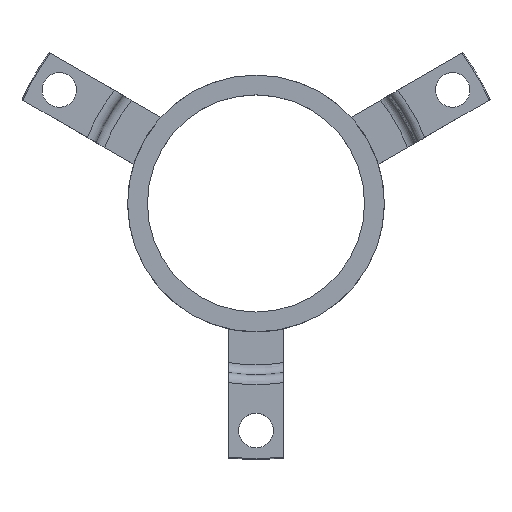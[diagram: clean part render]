
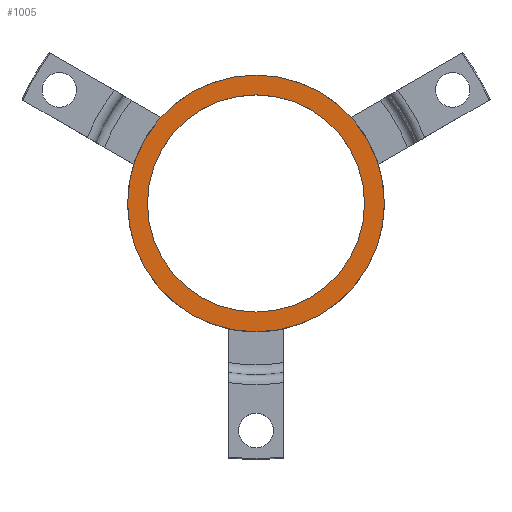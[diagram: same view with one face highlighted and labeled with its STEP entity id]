
A CAD part, top view. The second image highlights one B-rep face of the part: STEP entity #1005.
In plain terms, the highlighted planar face has unit normal (0, 0, 1).
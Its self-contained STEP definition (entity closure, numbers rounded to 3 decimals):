
#19=FACE_BOUND('',#211,.T.);
#99=PLANE('',#1126);
#149=FACE_OUTER_BOUND('',#210,.T.);
#210=EDGE_LOOP('',(#893));
#211=EDGE_LOOP('',(#894));
#381=CIRCLE('',#1121,13.);
#386=CIRCLE('',#1127,11.);
#489=VERTEX_POINT('',#2004);
#491=VERTEX_POINT('',#2013);
#626=EDGE_CURVE('',#489,#489,#381,.T.);
#632=EDGE_CURVE('',#491,#491,#386,.T.);
#893=ORIENTED_EDGE('',*,*,#626,.T.);
#894=ORIENTED_EDGE('',*,*,#632,.F.);
#1005=ADVANCED_FACE('',(#149,#19),#99,.T.);
#1121=AXIS2_PLACEMENT_3D('',#2005,#1387,#1388);
#1126=AXIS2_PLACEMENT_3D('',#2012,#1398,#1399);
#1127=AXIS2_PLACEMENT_3D('',#2014,#1400,#1401);
#1387=DIRECTION('center_axis',(0.,0.,1.));
#1388=DIRECTION('ref_axis',(1.,0.,0.));
#1398=DIRECTION('center_axis',(0.,0.,1.));
#1399=DIRECTION('ref_axis',(1.,0.,0.));
#1400=DIRECTION('center_axis',(0.,0.,1.));
#1401=DIRECTION('ref_axis',(1.,0.,0.));
#2004=CARTESIAN_POINT('',(0.,13.,67.341));
#2005=CARTESIAN_POINT('Origin',(0.,0.,67.341));
#2012=CARTESIAN_POINT('Origin',(0.,-11.,67.341));
#2013=CARTESIAN_POINT('',(0.,11.,67.341));
#2014=CARTESIAN_POINT('Origin',(0.,0.,67.341));
